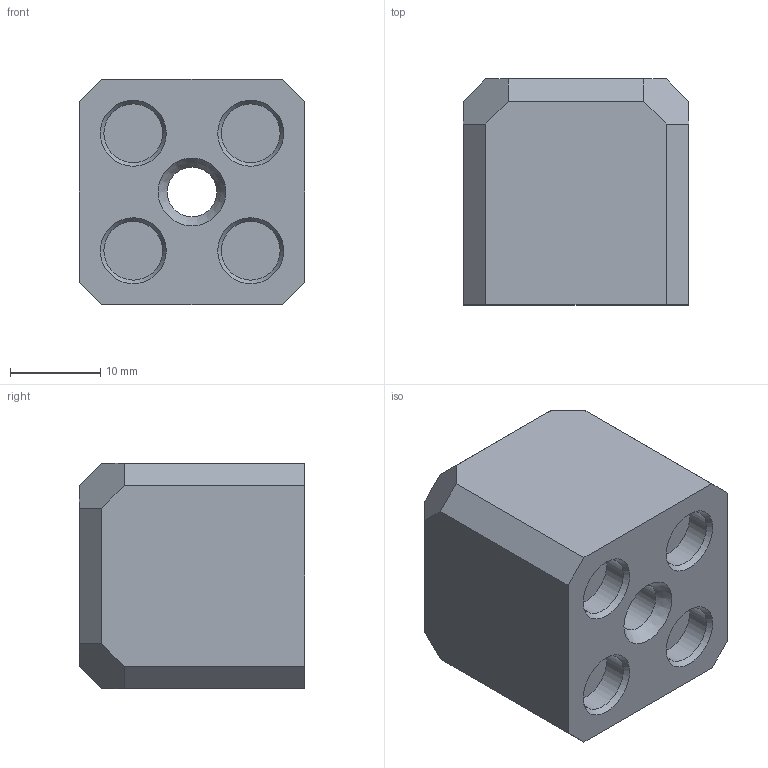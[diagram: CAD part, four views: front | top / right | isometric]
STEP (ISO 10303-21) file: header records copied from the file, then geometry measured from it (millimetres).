
FILE_DESCRIPTION(/* description */ (''),/* implementation_level */ '2;1');
FILE_NAME(/* name */ 'Cubo Rubik 2x1 v2.step',/* time_stamp */ '2021-10-31T13:38:47+01:00',/* author */ (''),/* organization */ (''),/* preprocessor_version */ 'ST-DEVELOPER v18.1',/* originating_system */ 'Autodesk Translation Framework v10.10.0.1391',/* authorisation */ '');
FILE_SCHEMA (('AUTOMOTIVE_DESIGN { 1 0 10303 214 3 1 1 }'));
Length unit declared in the file: millimetre
Products named in the file (1): Cubo Rubik 2x1
Bounding box: 25 x 25 x 25 mm (x, y, z)
Volume: 12039 mm3; surface area: 4395.6 mm2
Topology: 1 solids, 1 shells, 34 faces, 76 edges, 49 vertices
Faces by surface type: plane 23, cylinder 6, cone 5
Full cylindrical faces by diameter (mm): 5.5 x1, 6.5 x4, 14 x1
Entity records: 1033 total; most frequent: DIRECTION 163, CARTESIAN_POINT 160, ORIENTED_EDGE 152, EDGE_CURVE 76, LINE 59, VECTOR 59, AXIS2_PLACEMENT_3D 52, VERTEX_POINT 49
